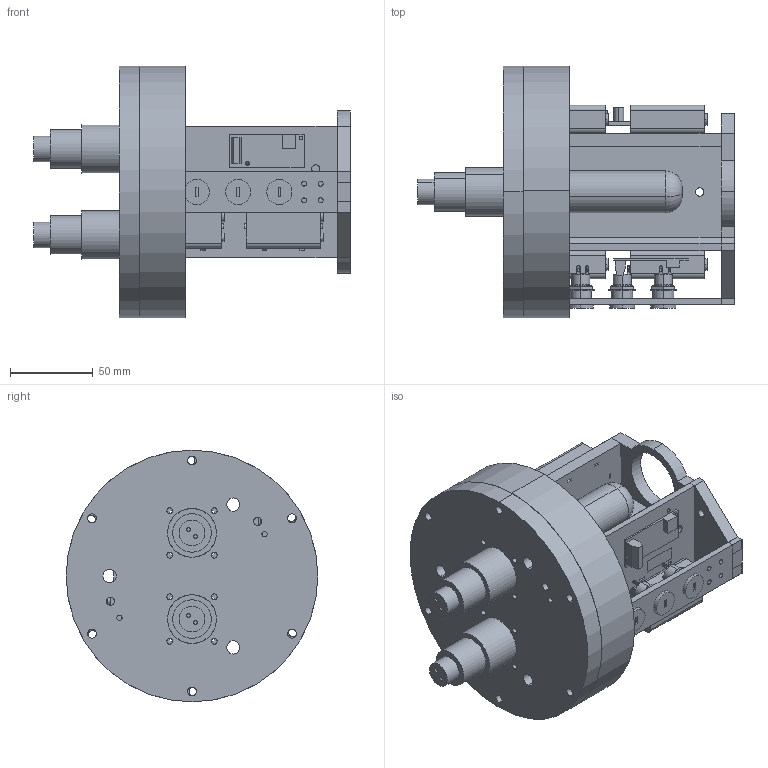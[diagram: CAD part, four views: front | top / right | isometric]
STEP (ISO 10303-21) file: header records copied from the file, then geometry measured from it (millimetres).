
FILE_DESCRIPTION (( 'STEP AP214' ), '1' );
FILE_NAME ('2100_RECOVERY_BAY.STEP', '2017-06-09T14:29:01', ( '' ), ( '' ), 'SwSTEP 2.0', 'SolidWorks 2016', '' );
FILE_SCHEMA (( 'AUTOMOTIVE_DESIGN' ));
Length unit declared in the file: millimetre
Products named in the file (14): 2102_Recovery_bulkhead_mount; 2100_RECOVERY_BAY; 2106_Raven3_avionics; 2113_upper_mountign_plate; 2114_mounting_reinforcement; 2108_Raven3_mount; 2104_CO2_Cartrdige_23g; 2111_Switch_mount; 2109_9V_battery; 2105_AltimaxG3_avionics; 2107_AltimaxG3_mount; 2103_Peregrine_Raptor_CO2; 2101_Recovery_bulkhead; 2110_Switch_SCHURTER_33-4504
Assembly tree (20 placements, depth 2):
  2100_RECOVERY_BAY
    2101_Recovery_bulkhead
    2103_Peregrine_Raptor_CO2  x2
    2105_AltimaxG3_avionics
    2104_CO2_Cartrdige_23g  x2
    2107_AltimaxG3_mount
    2106_Raven3_avionics
    2110_Switch_SCHURTER_33-4504  x3
    2109_9V_battery  x4
    2113_upper_mountign_plate
    2108_Raven3_mount
    2111_Switch_mount
    2102_Recovery_bulkhead_mount
    2114_mounting_reinforcement
Bounding box: 191.9 x 152.58 x 152.58 mm (x, y, z)
Volume: 858012.8 mm3; surface area: 247707.6 mm2
Topology: 20 solids, 20 shells, 965 faces, 2505 edges, 1642 vertices
Faces by surface type: plane 590, cylinder 343, cone 24, bspline 4, torus 4
Entity records: 23150 total; most frequent: CARTESIAN_POINT 3921, DIRECTION 3857, ORIENTED_EDGE 3798, EDGE_CURVE 1899, VECTOR 1395, LINE 1395, VERTEX_POINT 1255, AXIS2_PLACEMENT_3D 1231
